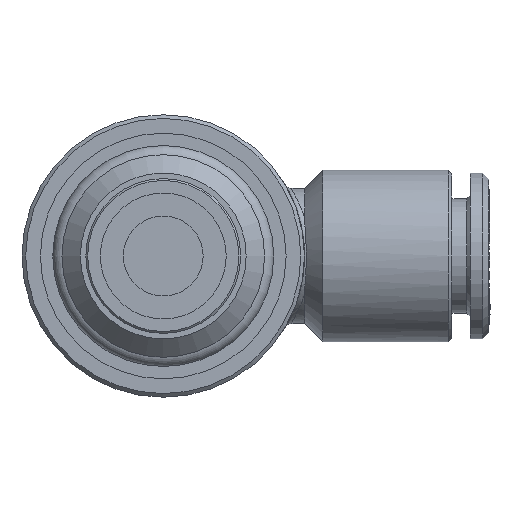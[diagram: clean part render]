
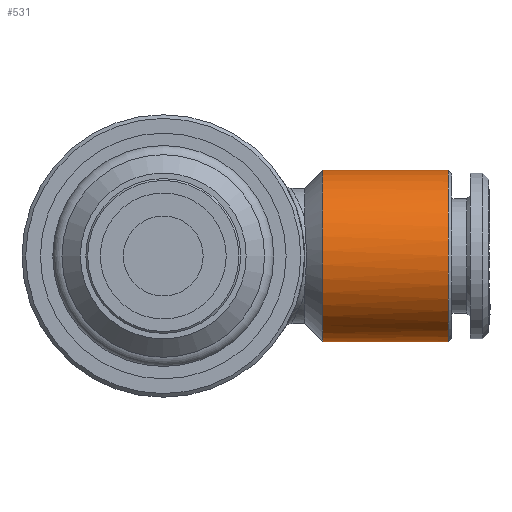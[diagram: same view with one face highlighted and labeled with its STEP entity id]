
A CAD part, front view. The second image highlights one B-rep face of the part: STEP entity #531.
In plain terms, the highlighted cylindrical face has radius 7 mm (diameter 14 mm), a full revolution.
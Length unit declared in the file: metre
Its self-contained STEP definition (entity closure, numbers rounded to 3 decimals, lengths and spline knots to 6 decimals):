
#531 = ADVANCED_FACE( 'NONE', ( #1196, #1197 ), #1198, .T. );
#1196 = FACE_OUTER_BOUND( '', #3196, .T. );
#1197 = FACE_OUTER_BOUND( '', #3197, .T. );
#1198 = CYLINDRICAL_SURFACE( '', #3198, 0.007 );
#3196 = EDGE_LOOP( '', ( #5688 ) );
#3197 = EDGE_LOOP( '', ( #5689 ) );
#3198 = AXIS2_PLACEMENT_3D( '', #5690, #5691, #5692 );
#5688 = ORIENTED_EDGE( '', *, *, #7234, .T. );
#5689 = ORIENTED_EDGE( '', *, *, #6892, .F. );
#5690 = CARTESIAN_POINT( '', ( -0.005577, 0.0203, 0. ) );
#5691 = DIRECTION( '', ( -1., 0., 0. ) );
#5692 = DIRECTION( '', ( 0., 0., 1. ) );
#6892 = EDGE_CURVE( 'NONE', #7773, #7773, #7774, .T. );
#7234 = EDGE_CURVE( 'NONE', #8325, #8325, #8326, .T. );
#7773 = VERTEX_POINT( '', #9419 );
#7774 = CIRCLE( '', #9420, 0.007 );
#8325 = VERTEX_POINT( '', #11142 );
#8326 = CIRCLE( '', #11143, 0.007 );
#9419 = CARTESIAN_POINT( '', ( 0.013, 0.0273, 0. ) );
#9420 = AXIS2_PLACEMENT_3D( '', #12841, #12842, #12843 );
#11142 = CARTESIAN_POINT( '', ( 0.0232, 0.0203, 0.007 ) );
#11143 = AXIS2_PLACEMENT_3D( '', #13099, #13100, #13101 );
#12841 = CARTESIAN_POINT( '', ( 0.013, 0.0203, 0. ) );
#12842 = DIRECTION( '', ( -1., 0., 0. ) );
#12843 = DIRECTION( '', ( 0., 1., 0. ) );
#13099 = CARTESIAN_POINT( '', ( 0.0232, 0.0203, 0. ) );
#13100 = DIRECTION( '', ( -1., 0., 0. ) );
#13101 = DIRECTION( '', ( 0., 0., 1. ) );
